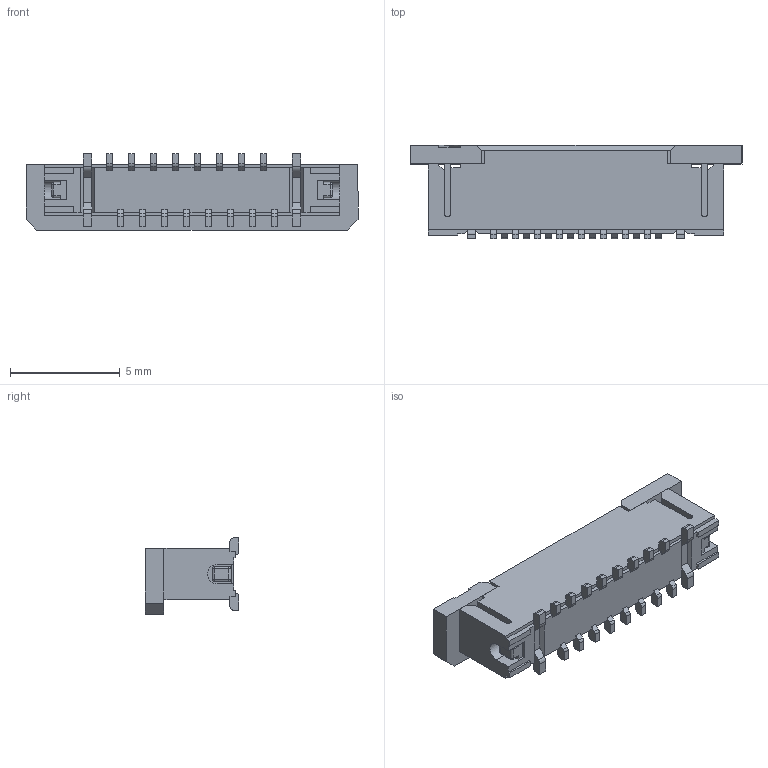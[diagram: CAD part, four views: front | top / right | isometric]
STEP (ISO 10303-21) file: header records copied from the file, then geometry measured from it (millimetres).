
FILE_DESCRIPTION (( 'STEP AP214' ), '1' );
FILE_NAME ('FFC2A32-16-G.STEP', '2024-02-02T15:43:09', ( '' ), ( '' ), 'SwSTEP 2.0', 'SolidWorks 2021', '' );
FILE_SCHEMA (( 'AUTOMOTIVE_DESIGN' ));
Length unit declared in the file: millimetre
Products named in the file (3): pin G; FFC2A32-xxxx_16; FFC2A32-16-G
Assembly tree (17 placements, depth 2):
  FFC2A32-16-G
    FFC2A32-xxxx_16
    pin G  x16
Bounding box: 15.1 x 4.25 x 3.48 mm (x, y, z)
Volume: 123.6 mm3; surface area: 377.4 mm2
Topology: 22 solids, 22 shells, 322 faces, 819 edges, 532 vertices
Faces by surface type: plane 252, cylinder 62, sphere 8
Entity records: 5494 total; most frequent: CARTESIAN_POINT 935, ORIENTED_EDGE 902, DIRECTION 899, EDGE_CURVE 451, VECTOR 387, LINE 387, VERTEX_POINT 292, AXIS2_PLACEMENT_3D 256
